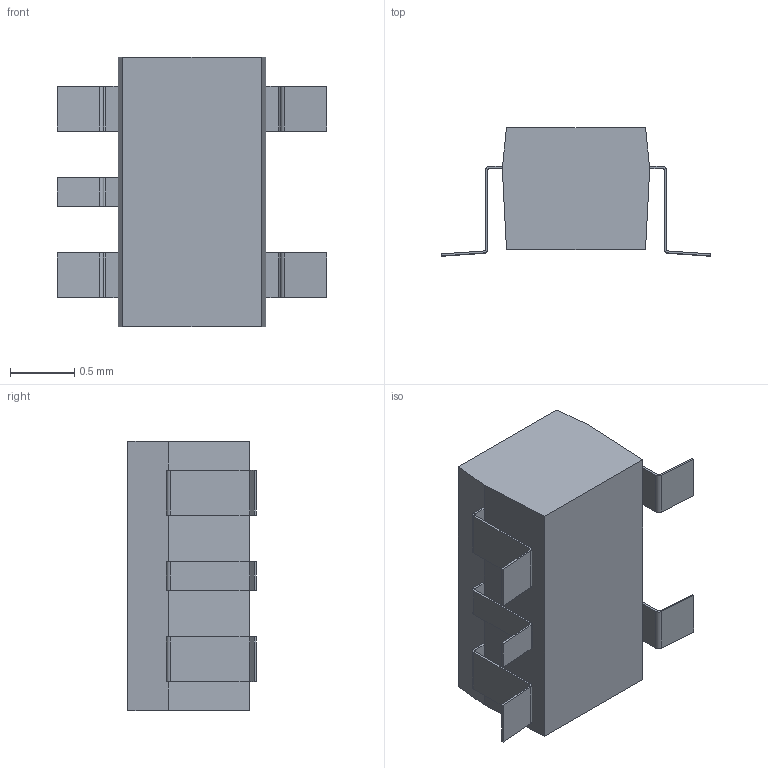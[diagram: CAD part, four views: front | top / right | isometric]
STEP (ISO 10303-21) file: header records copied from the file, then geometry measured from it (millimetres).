
FILE_DESCRIPTION (( 'STEP AP214' ), '1' );
FILE_NAME ('SW3dPS-SOT-323-5L.STEP', '2009-10-26T19:17:10', ( 'SysAdmin' ), ( 'SolidWorks' ), 'SwSTEP 2.0', 'SolidWorks 2009', '' );
FILE_SCHEMA (( 'AUTOMOTIVE_DESIGN' ));
Length unit declared in the file: millimetre
Products named in the file (1): SW3dPS-SOT-323-5L
Bounding box: 2.1 x 1 x 2.1 mm (x, y, z)
Volume: 2.3 mm3; surface area: 14.5 mm2
Topology: 1 solids, 1 shells, 73 faces, 203 edges, 132 vertices
Faces by surface type: plane 53, cylinder 20
Entity records: 2439 total; most frequent: CARTESIAN_POINT 409, ORIENTED_EDGE 406, DIRECTION 391, EDGE_CURVE 203, VECTOR 163, LINE 163, VERTEX_POINT 132, AXIS2_PLACEMENT_3D 114
